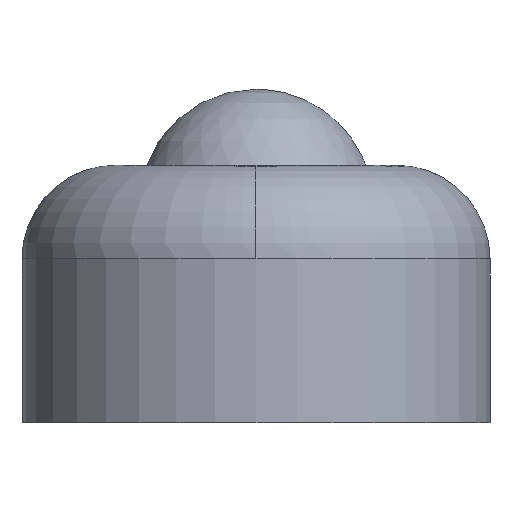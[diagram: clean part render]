
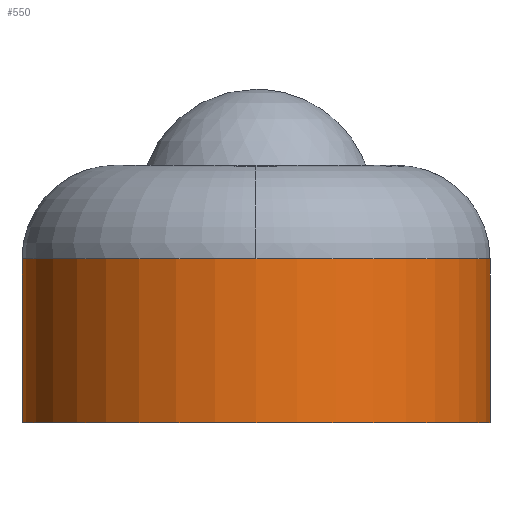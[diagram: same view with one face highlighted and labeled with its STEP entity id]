
A CAD part, front view. The second image highlights one B-rep face of the part: STEP entity #550.
In plain terms, the highlighted cylindrical face has radius 20 mm (diameter 40 mm), a partial arc.
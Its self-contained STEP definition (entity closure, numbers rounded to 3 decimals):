
#82 = DIRECTION ( 'NONE',  ( 0., 1., 0. ) ) ;
#391 = EDGE_LOOP ( 'NONE', ( #6770, #5000, #1838, #5683 ) ) ;
#550 = ADVANCED_FACE ( 'NONE', ( #1421 ), #4836, .T. ) ;
#649 = CARTESIAN_POINT ( 'NONE',  ( 20., 0., 44.75 ) ) ;
#714 = DIRECTION ( 'NONE',  ( 0., 1., 0. ) ) ;
#718 = CARTESIAN_POINT ( 'NONE',  ( 20., 14., 44.75 ) ) ;
#1421 = FACE_OUTER_BOUND ( 'NONE', #391, .T. ) ;
#1475 = DIRECTION ( 'NONE',  ( 0., -1., 0. ) ) ;
#1487 = EDGE_CURVE ( 'NONE', #7079, #5338, #5679, .T. ) ;
#1722 = CARTESIAN_POINT ( 'NONE',  ( -20., 0., 44.75 ) ) ;
#1838 = ORIENTED_EDGE ( 'NONE', *, *, #1487, .F. ) ;
#1925 = AXIS2_PLACEMENT_3D ( 'NONE', #5588, #82, #5663 ) ;
#2330 = DIRECTION ( 'NONE',  ( 0., -1., 0. ) ) ;
#2781 = DIRECTION ( 'NONE',  ( 0., -1., 0. ) ) ;
#2802 = VECTOR ( 'NONE', #2330, 1000. ) ;
#2945 = EDGE_CURVE ( 'NONE', #5338, #5158, #6460, .T. ) ;
#2991 = DIRECTION ( 'NONE',  ( 0., 0., 1. ) ) ;
#3462 = EDGE_CURVE ( 'NONE', #7079, #6504, #4560, .T. ) ;
#3476 = AXIS2_PLACEMENT_3D ( 'NONE', #4477, #2781, #4441 ) ;
#4236 = CARTESIAN_POINT ( 'NONE',  ( 20., 14., 44.75 ) ) ;
#4292 = AXIS2_PLACEMENT_3D ( 'NONE', #5831, #714, #2991 ) ;
#4441 = DIRECTION ( 'NONE',  ( 0., 0., -1. ) ) ;
#4477 = CARTESIAN_POINT ( 'NONE',  ( 0., 14., 44.75 ) ) ;
#4560 = LINE ( 'NONE', #4599, #2802 ) ;
#4599 = CARTESIAN_POINT ( 'NONE',  ( -20., 14., 44.75 ) ) ;
#4836 = CYLINDRICAL_SURFACE ( 'NONE', #3476, 20. ) ;
#5000 = ORIENTED_EDGE ( 'NONE', *, *, #2945, .F. ) ;
#5015 = VECTOR ( 'NONE', #1475, 1000. ) ;
#5158 = VERTEX_POINT ( 'NONE', #649 ) ;
#5292 = CARTESIAN_POINT ( 'NONE',  ( -20., 14., 44.75 ) ) ;
#5338 = VERTEX_POINT ( 'NONE', #718 ) ;
#5588 = CARTESIAN_POINT ( 'NONE',  ( 0., 0., 44.75 ) ) ;
#5663 = DIRECTION ( 'NONE',  ( 0., 0., 1. ) ) ;
#5679 = CIRCLE ( 'NONE', #4292, 20. ) ;
#5683 = ORIENTED_EDGE ( 'NONE', *, *, #3462, .T. ) ;
#5831 = CARTESIAN_POINT ( 'NONE',  ( 0., 14., 44.75 ) ) ;
#5880 = EDGE_CURVE ( 'NONE', #6504, #5158, #6940, .T. ) ;
#6460 = LINE ( 'NONE', #4236, #5015 ) ;
#6504 = VERTEX_POINT ( 'NONE', #1722 ) ;
#6770 = ORIENTED_EDGE ( 'NONE', *, *, #5880, .T. ) ;
#6940 = CIRCLE ( 'NONE', #1925, 20. ) ;
#7079 = VERTEX_POINT ( 'NONE', #5292 ) ;
